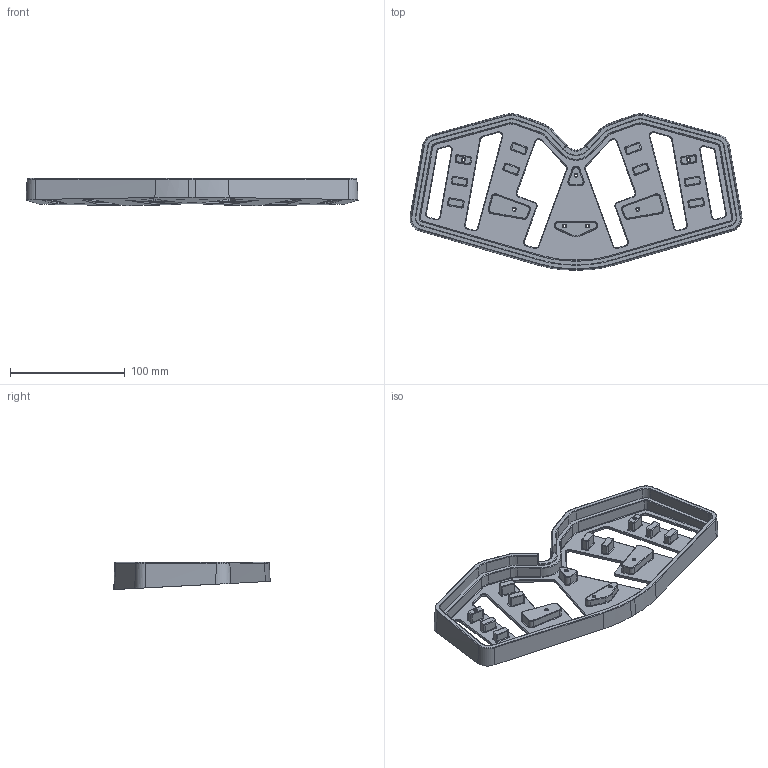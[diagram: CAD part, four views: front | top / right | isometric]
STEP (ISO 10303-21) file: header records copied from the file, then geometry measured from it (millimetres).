
FILE_DESCRIPTION(('FreeCAD Model'),'2;1');
FILE_NAME('Open CASCADE Shape Model','2024-02-22T18:46:52',(''),(''), 'Open CASCADE STEP processor 7.6','FreeCAD','Unknown');
FILE_SCHEMA(('AUTOMOTIVE_DESIGN { 1 0 10303 214 1 1 1 1 }'));
Products named in the file (1): Body
Bounding box: 288.74 x 136.02 x 23.54 mm (x, y, z)
Volume: 138226.4 mm3; surface area: 78423.9 mm2
Topology: 1 solids, 1 shells, 652 faces, 1515 edges, 876 vertices
Faces by surface type: cylinder 289, plane 126, bspline 122, torus 98, revolution 15, sphere 2
Full cylindrical faces by diameter (mm): 2.42 x7
Entity records: 50230 total; most frequent: CARTESIAN_POINT 20680, DIRECTION 5447, LINE 3118, VECTOR 3118, ORIENTED_EDGE 3022, PCURVE 3022, DEFINITIONAL_REPRESENTATION 3022, EDGE_CURVE 1511
